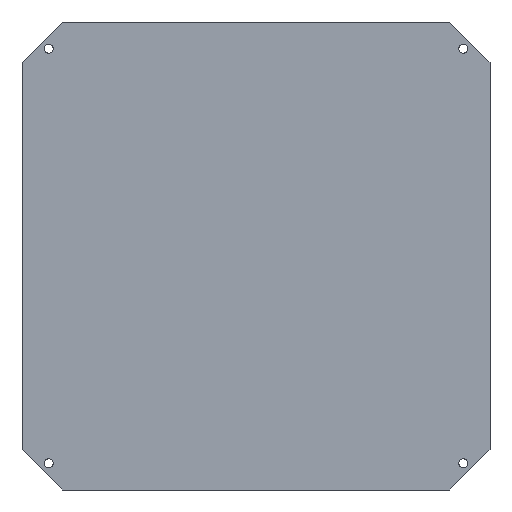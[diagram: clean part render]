
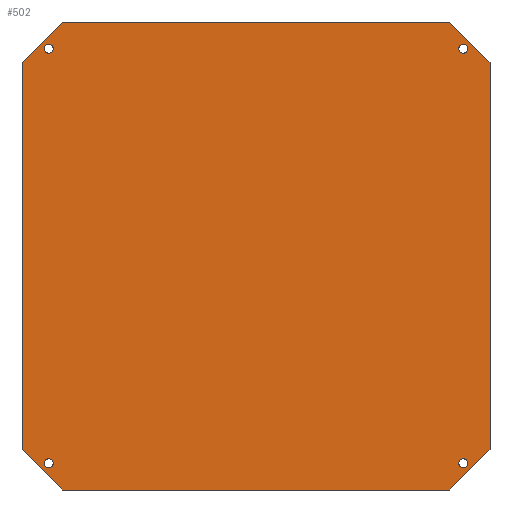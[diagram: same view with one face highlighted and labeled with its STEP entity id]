
A CAD part, front view. The second image highlights one B-rep face of the part: STEP entity #502.
In plain terms, the highlighted planar face has unit normal (0, -1, 0).
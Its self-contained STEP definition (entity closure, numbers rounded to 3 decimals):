
#4 = DIRECTION ( 'NONE',  ( 0., 0., -1. ) ) ;
#5 = FACE_BOUND ( 'NONE', #400, .T. ) ;
#8 = EDGE_CURVE ( 'NONE', #74, #226, #151, .T. ) ;
#15 = EDGE_CURVE ( 'NONE', #463, #444, #437, .T. ) ;
#17 = CARTESIAN_POINT ( 'NONE',  ( 145., 0., 175. ) ) ;
#25 = AXIS2_PLACEMENT_3D ( 'NONE', #565, #455, #4 ) ;
#27 = DIRECTION ( 'NONE',  ( 0., 0., 1. ) ) ;
#28 = ORIENTED_EDGE ( 'NONE', *, *, #33, .F. ) ;
#29 = VECTOR ( 'NONE', #527, 1000. ) ;
#33 = EDGE_CURVE ( 'NONE', #263, #188, #156, .T. ) ;
#38 = EDGE_CURVE ( 'NONE', #181, #439, #620, .T. ) ;
#39 = CARTESIAN_POINT ( 'NONE',  ( 145., 0., -175. ) ) ;
#40 = VERTEX_POINT ( 'NONE', #359 ) ;
#51 = ORIENTED_EDGE ( 'NONE', *, *, #474, .F. ) ;
#52 = DIRECTION ( 'NONE',  ( 0., 0., -1. ) ) ;
#53 = DIRECTION ( 'NONE',  ( 0., 1., 0. ) ) ;
#58 = CARTESIAN_POINT ( 'NONE',  ( 155., 0., 155. ) ) ;
#61 = FACE_OUTER_BOUND ( 'NONE', #557, .T. ) ;
#65 = CARTESIAN_POINT ( 'NONE',  ( 175., 0., -175. ) ) ;
#67 = DIRECTION ( 'NONE',  ( 0., 0., 1. ) ) ;
#74 = VERTEX_POINT ( 'NONE', #515 ) ;
#78 = DIRECTION ( 'NONE',  ( -1., 0., 0. ) ) ;
#84 = EDGE_LOOP ( 'NONE', ( #193, #509 ) ) ;
#85 = CIRCLE ( 'NONE', #602, 3.25 ) ;
#96 = DIRECTION ( 'NONE',  ( 0., 1., 0. ) ) ;
#97 = VERTEX_POINT ( 'NONE', #277 ) ;
#100 = DIRECTION ( 'NONE',  ( 0., 0., 1. ) ) ;
#103 = AXIS2_PLACEMENT_3D ( 'NONE', #108, #264, #372 ) ;
#108 = CARTESIAN_POINT ( 'NONE',  ( 0., 0., 0. ) ) ;
#109 = DIRECTION ( 'NONE',  ( 0., 0., -1. ) ) ;
#110 = EDGE_CURVE ( 'NONE', #657, #97, #393, .T. ) ;
#112 = CARTESIAN_POINT ( 'NONE',  ( -175., 0., -145. ) ) ;
#120 = VERTEX_POINT ( 'NONE', #222 ) ;
#130 = EDGE_LOOP ( 'NONE', ( #449, #285 ) ) ;
#133 = EDGE_CURVE ( 'NONE', #181, #40, #385, .T. ) ;
#135 = VERTEX_POINT ( 'NONE', #273 ) ;
#142 = ORIENTED_EDGE ( 'NONE', *, *, #8, .T. ) ;
#147 = DIRECTION ( 'NONE',  ( -0.707, 0., 0.707 ) ) ;
#151 = LINE ( 'NONE', #112, #384 ) ;
#156 = LINE ( 'NONE', #65, #521 ) ;
#167 = EDGE_CURVE ( 'NONE', #294, #226, #579, .T. ) ;
#176 = AXIS2_PLACEMENT_3D ( 'NONE', #58, #221, #469 ) ;
#181 = VERTEX_POINT ( 'NONE', #232 ) ;
#188 = VERTEX_POINT ( 'NONE', #391 ) ;
#193 = ORIENTED_EDGE ( 'NONE', *, *, #390, .T. ) ;
#199 = CARTESIAN_POINT ( 'NONE',  ( -155., 0., -158.25 ) ) ;
#213 = FACE_BOUND ( 'NONE', #130, .T. ) ;
#221 = DIRECTION ( 'NONE',  ( 0., 1., 0. ) ) ;
#222 = CARTESIAN_POINT ( 'NONE',  ( 155., 0., 151.75 ) ) ;
#224 = DIRECTION ( 'NONE',  ( -0.707, 0., -0.707 ) ) ;
#226 = VERTEX_POINT ( 'NONE', #255 ) ;
#227 = CARTESIAN_POINT ( 'NONE',  ( -155., 0., -155. ) ) ;
#231 = ORIENTED_EDGE ( 'NONE', *, *, #38, .F. ) ;
#232 = CARTESIAN_POINT ( 'NONE',  ( -145., 0., 175. ) ) ;
#234 = CARTESIAN_POINT ( 'NONE',  ( -175., 0., -175. ) ) ;
#235 = VERTEX_POINT ( 'NONE', #566 ) ;
#240 = CIRCLE ( 'NONE', #322, 3.25 ) ;
#241 = AXIS2_PLACEMENT_3D ( 'NONE', #227, #332, #27 ) ;
#249 = AXIS2_PLACEMENT_3D ( 'NONE', #350, #558, #100 ) ;
#252 = DIRECTION ( 'NONE',  ( 0.707, 0., 0.707 ) ) ;
#255 = CARTESIAN_POINT ( 'NONE',  ( -145., 0., -175. ) ) ;
#263 = VERTEX_POINT ( 'NONE', #355 ) ;
#264 = DIRECTION ( 'NONE',  ( 0., 1., 0. ) ) ;
#273 = CARTESIAN_POINT ( 'NONE',  ( 155., 0., 158.25 ) ) ;
#277 = CARTESIAN_POINT ( 'NONE',  ( -155., 0., -151.75 ) ) ;
#282 = VECTOR ( 'NONE', #252, 1000. ) ;
#285 = ORIENTED_EDGE ( 'NONE', *, *, #588, .T. ) ;
#294 = VERTEX_POINT ( 'NONE', #647 ) ;
#299 = VECTOR ( 'NONE', #147, 1000. ) ;
#300 = CARTESIAN_POINT ( 'NONE',  ( 155., 0., -151.75 ) ) ;
#312 = DIRECTION ( 'NONE',  ( 0., 0., -1. ) ) ;
#314 = FACE_BOUND ( 'NONE', #84, .T. ) ;
#321 = DIRECTION ( 'NONE',  ( 0., 0., 1. ) ) ;
#322 = AXIS2_PLACEMENT_3D ( 'NONE', #522, #529, #67 ) ;
#328 = EDGE_CURVE ( 'NONE', #294, #188, #513, .T. ) ;
#332 = DIRECTION ( 'NONE',  ( 0., 1., 0. ) ) ;
#338 = VERTEX_POINT ( 'NONE', #300 ) ;
#344 = VECTOR ( 'NONE', #224, 1000. ) ;
#348 = EDGE_CURVE ( 'NONE', #338, #235, #498, .T. ) ;
#350 = CARTESIAN_POINT ( 'NONE',  ( -155., 0., -155. ) ) ;
#355 = CARTESIAN_POINT ( 'NONE',  ( 175., 0., 145. ) ) ;
#358 = CARTESIAN_POINT ( 'NONE',  ( 155., 0., -155. ) ) ;
#359 = CARTESIAN_POINT ( 'NONE',  ( -175., 0., 145. ) ) ;
#372 = DIRECTION ( 'NONE',  ( 0., 0., 1. ) ) ;
#380 = VECTOR ( 'NONE', #78, 1000. ) ;
#384 = VECTOR ( 'NONE', #459, 1000. ) ;
#385 = LINE ( 'NONE', #532, #344 ) ;
#389 = ORIENTED_EDGE ( 'NONE', *, *, #167, .F. ) ;
#390 = EDGE_CURVE ( 'NONE', #235, #338, #85, .T. ) ;
#391 = CARTESIAN_POINT ( 'NONE',  ( 175., 0., -145. ) ) ;
#393 = CIRCLE ( 'NONE', #241, 3.25 ) ;
#400 = EDGE_LOOP ( 'NONE', ( #490, #661 ) ) ;
#401 = CIRCLE ( 'NONE', #176, 3.25 ) ;
#409 = CARTESIAN_POINT ( 'NONE',  ( 155., 0., -155. ) ) ;
#413 = DIRECTION ( 'NONE',  ( 0., 0., -1. ) ) ;
#420 = PLANE ( 'NONE',  #103 ) ;
#424 = CARTESIAN_POINT ( 'NONE',  ( -155., 0., 158.25 ) ) ;
#430 = CARTESIAN_POINT ( 'NONE',  ( -175., 0., -175. ) ) ;
#437 = CIRCLE ( 'NONE', #573, 3.25 ) ;
#439 = VERTEX_POINT ( 'NONE', #17 ) ;
#444 = VERTEX_POINT ( 'NONE', #424 ) ;
#447 = EDGE_CURVE ( 'NONE', #120, #135, #401, .T. ) ;
#449 = ORIENTED_EDGE ( 'NONE', *, *, #15, .T. ) ;
#455 = DIRECTION ( 'NONE',  ( 0., 1., 0. ) ) ;
#459 = DIRECTION ( 'NONE',  ( 0.707, 0., -0.707 ) ) ;
#463 = VERTEX_POINT ( 'NONE', #571 ) ;
#466 = FACE_BOUND ( 'NONE', #613, .T. ) ;
#469 = DIRECTION ( 'NONE',  ( 0., 0., 1. ) ) ;
#474 = EDGE_CURVE ( 'NONE', #74, #40, #535, .T. ) ;
#483 = EDGE_CURVE ( 'NONE', #135, #120, #240, .T. ) ;
#490 = ORIENTED_EDGE ( 'NONE', *, *, #447, .T. ) ;
#492 = ORIENTED_EDGE ( 'NONE', *, *, #627, .T. ) ;
#498 = CIRCLE ( 'NONE', #518, 3.25 ) ;
#499 = ORIENTED_EDGE ( 'NONE', *, *, #133, .T. ) ;
#502 = ADVANCED_FACE ( 'NONE', ( #61, #466, #314, #5, #213 ), #420, .F. ) ;
#506 = CARTESIAN_POINT ( 'NONE',  ( 175., 0., 145. ) ) ;
#509 = ORIENTED_EDGE ( 'NONE', *, *, #348, .T. ) ;
#513 = LINE ( 'NONE', #39, #282 ) ;
#515 = CARTESIAN_POINT ( 'NONE',  ( -175., 0., -145. ) ) ;
#518 = AXIS2_PLACEMENT_3D ( 'NONE', #358, #96, #52 ) ;
#521 = VECTOR ( 'NONE', #109, 1000. ) ;
#522 = CARTESIAN_POINT ( 'NONE',  ( 155., 0., 155. ) ) ;
#527 = DIRECTION ( 'NONE',  ( 1., 0., 0. ) ) ;
#529 = DIRECTION ( 'NONE',  ( 0., 1., 0. ) ) ;
#532 = CARTESIAN_POINT ( 'NONE',  ( -145., 0., 175. ) ) ;
#535 = LINE ( 'NONE', #430, #601 ) ;
#553 = ORIENTED_EDGE ( 'NONE', *, *, #110, .T. ) ;
#557 = EDGE_LOOP ( 'NONE', ( #231, #499, #51, #142, #389, #581, #28, #642 ) ) ;
#558 = DIRECTION ( 'NONE',  ( 0., 1., 0. ) ) ;
#565 = CARTESIAN_POINT ( 'NONE',  ( -155., 0., 155. ) ) ;
#566 = CARTESIAN_POINT ( 'NONE',  ( 155., 0., -158.25 ) ) ;
#567 = CARTESIAN_POINT ( 'NONE',  ( -155., 0., 155. ) ) ;
#571 = CARTESIAN_POINT ( 'NONE',  ( -155., 0., 151.75 ) ) ;
#573 = AXIS2_PLACEMENT_3D ( 'NONE', #567, #53, #312 ) ;
#579 = LINE ( 'NONE', #234, #380 ) ;
#581 = ORIENTED_EDGE ( 'NONE', *, *, #328, .T. ) ;
#588 = EDGE_CURVE ( 'NONE', #444, #463, #593, .T. ) ;
#593 = CIRCLE ( 'NONE', #25, 3.25 ) ;
#595 = EDGE_CURVE ( 'NONE', #263, #439, #618, .T. ) ;
#601 = VECTOR ( 'NONE', #321, 1000. ) ;
#602 = AXIS2_PLACEMENT_3D ( 'NONE', #409, #610, #413 ) ;
#610 = DIRECTION ( 'NONE',  ( 0., 1., 0. ) ) ;
#613 = EDGE_LOOP ( 'NONE', ( #553, #492 ) ) ;
#618 = LINE ( 'NONE', #506, #299 ) ;
#620 = LINE ( 'NONE', #623, #29 ) ;
#623 = CARTESIAN_POINT ( 'NONE',  ( -175., 0., 175. ) ) ;
#624 = CIRCLE ( 'NONE', #249, 3.25 ) ;
#627 = EDGE_CURVE ( 'NONE', #97, #657, #624, .T. ) ;
#642 = ORIENTED_EDGE ( 'NONE', *, *, #595, .T. ) ;
#647 = CARTESIAN_POINT ( 'NONE',  ( 145., 0., -175. ) ) ;
#657 = VERTEX_POINT ( 'NONE', #199 ) ;
#661 = ORIENTED_EDGE ( 'NONE', *, *, #483, .T. ) ;
